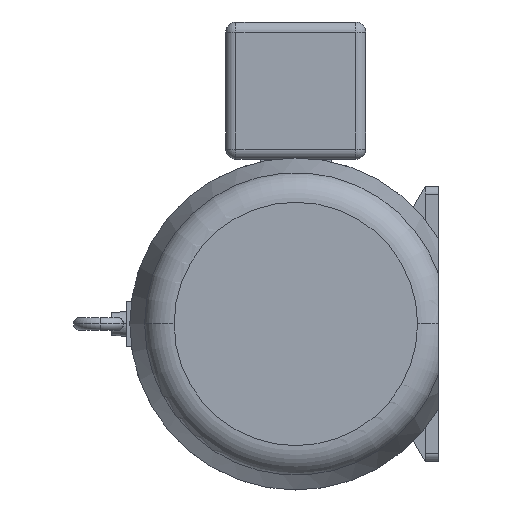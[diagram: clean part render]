
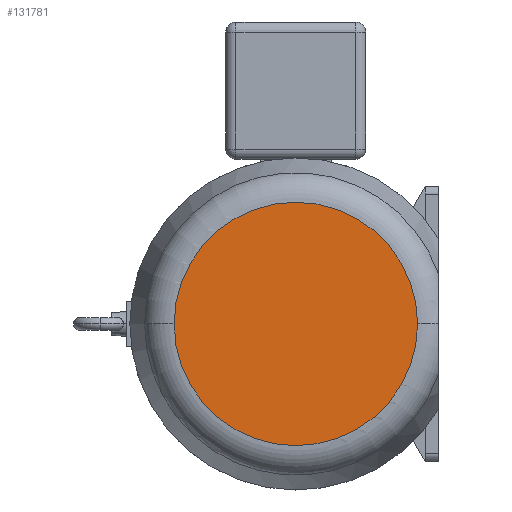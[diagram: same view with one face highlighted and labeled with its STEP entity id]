
A CAD part, left-side view. The second image highlights one B-rep face of the part: STEP entity #131781.
In plain terms, the highlighted planar face has unit normal (-1, 0, 0).
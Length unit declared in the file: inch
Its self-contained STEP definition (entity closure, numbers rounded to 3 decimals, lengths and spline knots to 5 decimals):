
#330 = EDGE_LOOP ( 'NONE', ( #117515, #66865 ) ) ;
#8112 = CIRCLE ( 'NONE', #107486, 5.9741 ) ;
#19550 = DIRECTION ( 'NONE',  ( 0., -1., 0. ) ) ;
#21108 = CARTESIAN_POINT ( 'NONE',  ( -37.463, -5.9741, 0. ) ) ;
#23492 = AXIS2_PLACEMENT_3D ( 'NONE', #93714, #123029, #82088 ) ;
#27927 = EDGE_CURVE ( 'NONE', #85032, #57637, #8112, .T. ) ;
#57637 = VERTEX_POINT ( 'NONE', #21108 ) ;
#66865 = ORIENTED_EDGE ( 'NONE', *, *, #27927, .F. ) ;
#79143 = DIRECTION ( 'NONE',  ( 0., -1., 0. ) ) ;
#82088 = DIRECTION ( 'NONE',  ( 0., -1., 0. ) ) ;
#82092 = EDGE_CURVE ( 'NONE', #57637, #85032, #89539, .T. ) ;
#85032 = VERTEX_POINT ( 'NONE', #127268 ) ;
#89539 = CIRCLE ( 'NONE', #23492, 5.9741 ) ;
#93714 = CARTESIAN_POINT ( 'NONE',  ( -37.463, 0., 0. ) ) ;
#94370 = FACE_OUTER_BOUND ( 'NONE', #330, .T. ) ;
#101774 = DIRECTION ( 'NONE',  ( 1., 0., 0. ) ) ;
#107486 = AXIS2_PLACEMENT_3D ( 'NONE', #122058, #101774, #19550 ) ;
#111041 = CARTESIAN_POINT ( 'NONE',  ( -37.463, 5.9741, 0. ) ) ;
#117515 = ORIENTED_EDGE ( 'NONE', *, *, #82092, .F. ) ;
#120958 = PLANE ( 'NONE',  #127447 ) ;
#122058 = CARTESIAN_POINT ( 'NONE',  ( -37.463, 0., 0. ) ) ;
#123029 = DIRECTION ( 'NONE',  ( 1., 0., 0. ) ) ;
#127268 = CARTESIAN_POINT ( 'NONE',  ( -37.463, 5.9741, 0. ) ) ;
#127447 = AXIS2_PLACEMENT_3D ( 'NONE', #111041, #131747, #79143 ) ;
#131747 = DIRECTION ( 'NONE',  ( 1., 0., 0. ) ) ;
#131781 = ADVANCED_FACE ( 'NONE', ( #94370 ), #120958, .F. ) ;
